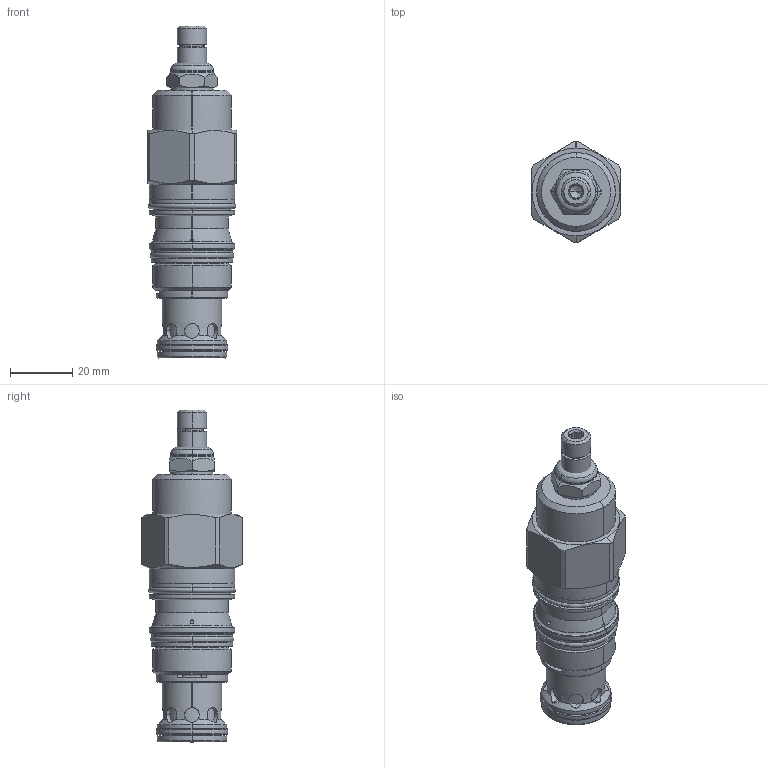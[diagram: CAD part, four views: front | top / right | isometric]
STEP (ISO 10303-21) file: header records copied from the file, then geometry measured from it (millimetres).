
FILE_DESCRIPTION((''),'2;1');
FILE_NAME('RVESLAN_SW_PRT','2019-04-11T',('charlief'),(''),'PRO/ENGINEER BY PARAMETRIC TECHNOLOGY CORPORATION, 2016010','PRO/ENGINEER BY PARAMETRIC TECHNOLOGY CORPORATION, 2016010','');
FILE_SCHEMA(('CONFIG_CONTROL_DESIGN'));
Products named in the file (1): RVESLAN_SW_PRT
Bounding box: 28.57 x 32.21 x 106.4 mm (x, y, z)
Surface area: 19175.2 mm2 (no closed solid volume)
Topology: 0 solids, 0 shells, 288 faces, 1430 edges, 1417 vertices
Faces by surface type: bspline 258, torus 28, sphere 2
Entity records: 65838 total; most frequent: CARTESIAN_POINT 53631, DIRECTION 1885, TRIMMED_CURVE 1512, DEFINITIONAL_REPRESENTATION 1406, PCURVE 1406, COMPOSITE_CURVE_SEGMENT 1406, VECTOR 1199, LINE 1199
